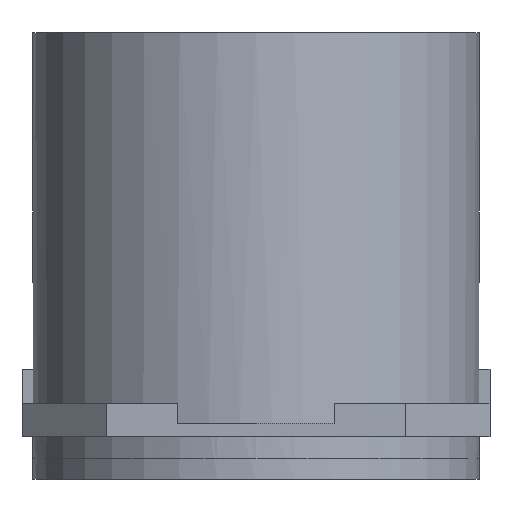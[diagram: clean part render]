
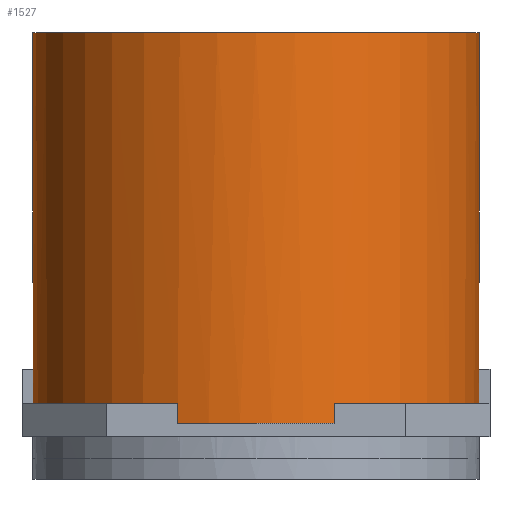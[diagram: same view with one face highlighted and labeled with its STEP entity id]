
A CAD part, left-side view. The second image highlights one B-rep face of the part: STEP entity #1527.
In plain terms, the highlighted cylindrical face has radius 3.15 mm (diameter 6.3 mm), a full revolution.
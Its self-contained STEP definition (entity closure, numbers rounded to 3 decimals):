
#1527 = ADVANCED_FACE('',(#1528),#1691,.T.);
#1528 = FACE_BOUND('',#1529,.T.);
#1529 = EDGE_LOOP('',(#1530,#1541,#1549,#1556,#1557,#1566,#1574,#1583,
    #1591,#1600,#1608,#1617,#1625,#1634,#1642,#1651,#1659,#1668,#1676,
    #1685));
#1530 = ORIENTED_EDGE('',*,*,#1531,.T.);
#1531 = EDGE_CURVE('',#1532,#1534,#1536,.T.);
#1532 = VERTEX_POINT('',#1533);
#1533 = CARTESIAN_POINT('',(2.952,-1.1,0.19));
#1534 = VERTEX_POINT('',#1535);
#1535 = CARTESIAN_POINT('',(3.15,0.,0.19));
#1536 = CIRCLE('',#1537,3.15);
#1537 = AXIS2_PLACEMENT_3D('',#1538,#1539,#1540);
#1538 = CARTESIAN_POINT('',(0.,0.,0.19));
#1539 = DIRECTION('',(0.,0.,1.));
#1540 = DIRECTION('',(1.,0.,0.));
#1541 = ORIENTED_EDGE('',*,*,#1542,.T.);
#1542 = EDGE_CURVE('',#1534,#1543,#1545,.T.);
#1543 = VERTEX_POINT('',#1544);
#1544 = CARTESIAN_POINT('',(3.15,0.,5.699));
#1545 = LINE('',#1546,#1547);
#1546 = CARTESIAN_POINT('',(3.15,0.,-0.601));
#1547 = VECTOR('',#1548,1.);
#1548 = DIRECTION('',(0.,0.,1.));
#1549 = ORIENTED_EDGE('',*,*,#1550,.F.);
#1550 = EDGE_CURVE('',#1543,#1543,#1551,.T.);
#1551 = CIRCLE('',#1552,3.15);
#1552 = AXIS2_PLACEMENT_3D('',#1553,#1554,#1555);
#1553 = CARTESIAN_POINT('',(0.,0.,5.699));
#1554 = DIRECTION('',(0.,0.,1.));
#1555 = DIRECTION('',(1.,0.,0.));
#1556 = ORIENTED_EDGE('',*,*,#1542,.F.);
#1557 = ORIENTED_EDGE('',*,*,#1558,.T.);
#1558 = EDGE_CURVE('',#1534,#1559,#1561,.T.);
#1559 = VERTEX_POINT('',#1560);
#1560 = CARTESIAN_POINT('',(2.952,1.1,0.19));
#1561 = CIRCLE('',#1562,3.15);
#1562 = AXIS2_PLACEMENT_3D('',#1563,#1564,#1565);
#1563 = CARTESIAN_POINT('',(0.,0.,0.19));
#1564 = DIRECTION('',(0.,0.,1.));
#1565 = DIRECTION('',(1.,0.,0.));
#1566 = ORIENTED_EDGE('',*,*,#1567,.T.);
#1567 = EDGE_CURVE('',#1559,#1568,#1570,.T.);
#1568 = VERTEX_POINT('',#1569);
#1569 = CARTESIAN_POINT('',(2.952,1.1,0.95));
#1570 = LINE('',#1571,#1572);
#1571 = CARTESIAN_POINT('',(2.952,1.1,0.19));
#1572 = VECTOR('',#1573,1.);
#1573 = DIRECTION('',(0.,0.,1.));
#1574 = ORIENTED_EDGE('',*,*,#1575,.T.);
#1575 = EDGE_CURVE('',#1568,#1576,#1578,.T.);
#1576 = VERTEX_POINT('',#1577);
#1577 = CARTESIAN_POINT('',(1.1,2.952,0.95));
#1578 = CIRCLE('',#1579,3.15);
#1579 = AXIS2_PLACEMENT_3D('',#1580,#1581,#1582);
#1580 = CARTESIAN_POINT('',(0.,0.,0.95));
#1581 = DIRECTION('',(0.,0.,1.));
#1582 = DIRECTION('',(1.,0.,0.));
#1583 = ORIENTED_EDGE('',*,*,#1584,.F.);
#1584 = EDGE_CURVE('',#1585,#1576,#1587,.T.);
#1585 = VERTEX_POINT('',#1586);
#1586 = CARTESIAN_POINT('',(1.1,2.952,0.19));
#1587 = LINE('',#1588,#1589);
#1588 = CARTESIAN_POINT('',(1.1,2.952,0.19));
#1589 = VECTOR('',#1590,1.);
#1590 = DIRECTION('',(0.,0.,1.));
#1591 = ORIENTED_EDGE('',*,*,#1592,.T.);
#1592 = EDGE_CURVE('',#1585,#1593,#1595,.T.);
#1593 = VERTEX_POINT('',#1594);
#1594 = CARTESIAN_POINT('',(-1.1,2.952,0.19));
#1595 = CIRCLE('',#1596,3.15);
#1596 = AXIS2_PLACEMENT_3D('',#1597,#1598,#1599);
#1597 = CARTESIAN_POINT('',(0.,0.,0.19));
#1598 = DIRECTION('',(0.,0.,1.));
#1599 = DIRECTION('',(1.,0.,0.));
#1600 = ORIENTED_EDGE('',*,*,#1601,.T.);
#1601 = EDGE_CURVE('',#1593,#1602,#1604,.T.);
#1602 = VERTEX_POINT('',#1603);
#1603 = CARTESIAN_POINT('',(-1.1,2.952,0.475));
#1604 = LINE('',#1605,#1606);
#1605 = CARTESIAN_POINT('',(-1.1,2.952,0.19));
#1606 = VECTOR('',#1607,1.);
#1607 = DIRECTION('',(0.,0.,1.));
#1608 = ORIENTED_EDGE('',*,*,#1609,.T.);
#1609 = EDGE_CURVE('',#1602,#1610,#1612,.T.);
#1610 = VERTEX_POINT('',#1611);
#1611 = CARTESIAN_POINT('',(-2.952,1.1,0.475));
#1612 = CIRCLE('',#1613,3.15);
#1613 = AXIS2_PLACEMENT_3D('',#1614,#1615,#1616);
#1614 = CARTESIAN_POINT('',(0.,0.,0.475));
#1615 = DIRECTION('',(0.,0.,1.));
#1616 = DIRECTION('',(1.,0.,0.));
#1617 = ORIENTED_EDGE('',*,*,#1618,.F.);
#1618 = EDGE_CURVE('',#1619,#1610,#1621,.T.);
#1619 = VERTEX_POINT('',#1620);
#1620 = CARTESIAN_POINT('',(-2.952,1.1,0.19));
#1621 = LINE('',#1622,#1623);
#1622 = CARTESIAN_POINT('',(-2.952,1.1,0.19));
#1623 = VECTOR('',#1624,1.);
#1624 = DIRECTION('',(0.,0.,1.));
#1625 = ORIENTED_EDGE('',*,*,#1626,.T.);
#1626 = EDGE_CURVE('',#1619,#1627,#1629,.T.);
#1627 = VERTEX_POINT('',#1628);
#1628 = CARTESIAN_POINT('',(-2.952,-1.1,0.19));
#1629 = CIRCLE('',#1630,3.15);
#1630 = AXIS2_PLACEMENT_3D('',#1631,#1632,#1633);
#1631 = CARTESIAN_POINT('',(0.,0.,0.19));
#1632 = DIRECTION('',(0.,0.,1.));
#1633 = DIRECTION('',(1.,0.,0.));
#1634 = ORIENTED_EDGE('',*,*,#1635,.T.);
#1635 = EDGE_CURVE('',#1627,#1636,#1638,.T.);
#1636 = VERTEX_POINT('',#1637);
#1637 = CARTESIAN_POINT('',(-2.952,-1.1,0.475));
#1638 = LINE('',#1639,#1640);
#1639 = CARTESIAN_POINT('',(-2.952,-1.1,0.19));
#1640 = VECTOR('',#1641,1.);
#1641 = DIRECTION('',(0.,0.,1.));
#1642 = ORIENTED_EDGE('',*,*,#1643,.T.);
#1643 = EDGE_CURVE('',#1636,#1644,#1646,.T.);
#1644 = VERTEX_POINT('',#1645);
#1645 = CARTESIAN_POINT('',(-1.1,-2.952,0.475));
#1646 = CIRCLE('',#1647,3.15);
#1647 = AXIS2_PLACEMENT_3D('',#1648,#1649,#1650);
#1648 = CARTESIAN_POINT('',(0.,0.,0.475));
#1649 = DIRECTION('',(0.,0.,1.));
#1650 = DIRECTION('',(1.,0.,0.));
#1651 = ORIENTED_EDGE('',*,*,#1652,.F.);
#1652 = EDGE_CURVE('',#1653,#1644,#1655,.T.);
#1653 = VERTEX_POINT('',#1654);
#1654 = CARTESIAN_POINT('',(-1.1,-2.952,0.19));
#1655 = LINE('',#1656,#1657);
#1656 = CARTESIAN_POINT('',(-1.1,-2.952,0.19));
#1657 = VECTOR('',#1658,1.);
#1658 = DIRECTION('',(0.,0.,1.));
#1659 = ORIENTED_EDGE('',*,*,#1660,.T.);
#1660 = EDGE_CURVE('',#1653,#1661,#1663,.T.);
#1661 = VERTEX_POINT('',#1662);
#1662 = CARTESIAN_POINT('',(1.1,-2.952,0.19));
#1663 = CIRCLE('',#1664,3.15);
#1664 = AXIS2_PLACEMENT_3D('',#1665,#1666,#1667);
#1665 = CARTESIAN_POINT('',(0.,0.,0.19));
#1666 = DIRECTION('',(0.,0.,1.));
#1667 = DIRECTION('',(1.,0.,0.));
#1668 = ORIENTED_EDGE('',*,*,#1669,.T.);
#1669 = EDGE_CURVE('',#1661,#1670,#1672,.T.);
#1670 = VERTEX_POINT('',#1671);
#1671 = CARTESIAN_POINT('',(1.1,-2.952,0.95));
#1672 = LINE('',#1673,#1674);
#1673 = CARTESIAN_POINT('',(1.1,-2.952,0.19));
#1674 = VECTOR('',#1675,1.);
#1675 = DIRECTION('',(0.,0.,1.));
#1676 = ORIENTED_EDGE('',*,*,#1677,.T.);
#1677 = EDGE_CURVE('',#1670,#1678,#1680,.T.);
#1678 = VERTEX_POINT('',#1679);
#1679 = CARTESIAN_POINT('',(2.952,-1.1,0.95));
#1680 = CIRCLE('',#1681,3.15);
#1681 = AXIS2_PLACEMENT_3D('',#1682,#1683,#1684);
#1682 = CARTESIAN_POINT('',(0.,0.,0.95));
#1683 = DIRECTION('',(0.,0.,1.));
#1684 = DIRECTION('',(1.,0.,0.));
#1685 = ORIENTED_EDGE('',*,*,#1686,.F.);
#1686 = EDGE_CURVE('',#1532,#1678,#1687,.T.);
#1687 = LINE('',#1688,#1689);
#1688 = CARTESIAN_POINT('',(2.952,-1.1,0.19));
#1689 = VECTOR('',#1690,1.);
#1690 = DIRECTION('',(0.,0.,1.));
#1691 = CYLINDRICAL_SURFACE('',#1692,3.15);
#1692 = AXIS2_PLACEMENT_3D('',#1693,#1694,#1695);
#1693 = CARTESIAN_POINT('',(0.,0.,-0.601));
#1694 = DIRECTION('',(0.,0.,1.));
#1695 = DIRECTION('',(1.,0.,0.));
